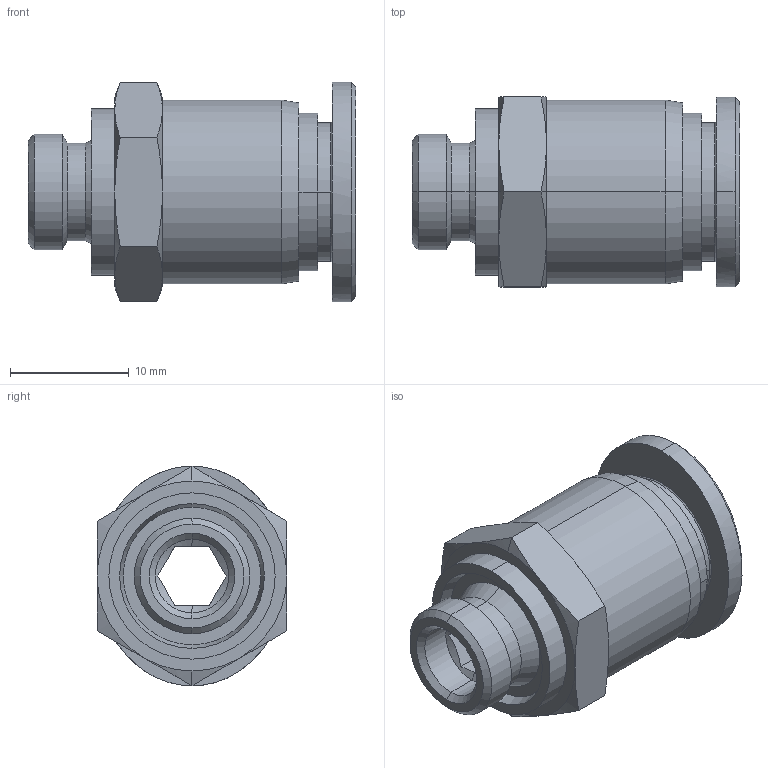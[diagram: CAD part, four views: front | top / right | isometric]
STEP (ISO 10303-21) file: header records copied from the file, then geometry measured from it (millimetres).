
FILE_DESCRIPTION((''),'2;1');
FILE_NAME('GPC 10G01(3D).stp','2012-12-20T14:22:30',(''),(''),'Mechanical Desktop.R8.0.24.0','Mechanical Desktop.R8.0.24.0',', , ');
FILE_SCHEMA(('CONFIG_CONTROL_DESIGN'));
Length unit declared in the file: millimetre
Products named in the file (2): GPC 10G01(3D); ºÎÇ°1
Assembly tree (1 placements, depth 2):
  GPC 10G01(3D)
    ºÎÇ°1
Bounding box: 27.6 x 16 x 18.5 mm (x, y, z)
Volume: 2664.8 mm3; surface area: 2681.6 mm2
Topology: 1 solids, 1 shells, 457 faces, 1277 edges, 841 vertices
Faces by surface type: plane 398, cone 34, cylinder 17, bspline 8
Entity records: 14842 total; most frequent: CARTESIAN_POINT 3064, ORIENTED_EDGE 2554, DIRECTION 2203, EDGE_CURVE 1277, VECTOR 1159, LINE 1159, VERTEX_POINT 841, AXIS2_PLACEMENT_3D 522
